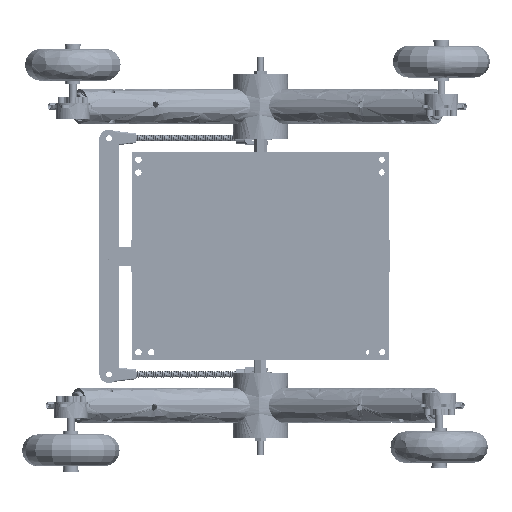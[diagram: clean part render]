
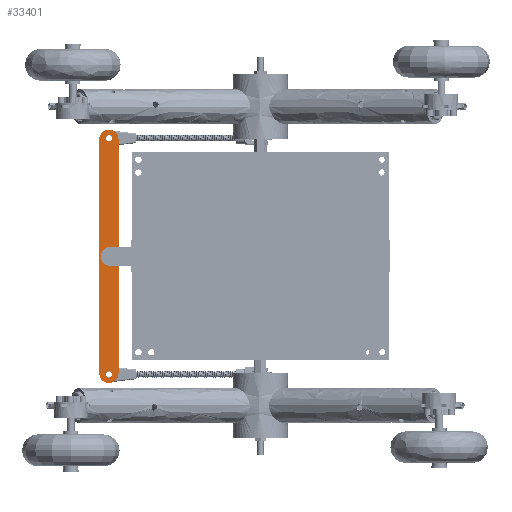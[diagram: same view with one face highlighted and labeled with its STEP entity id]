
A CAD part, front view. The second image highlights one B-rep face of the part: STEP entity #33401.
In plain terms, the highlighted free-form (B-spline) face has degree [1, 1] with [2, 2] control points.
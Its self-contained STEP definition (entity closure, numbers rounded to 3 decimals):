
#33046 = VERTEX_POINT('',#33047);
#33047 = CARTESIAN_POINT('',(-163.915,289.578,
    274.884));
#33052 = EDGE_CURVE('',#33053,#33046,#33055,.T.);
#33053 = VERTEX_POINT('',#33054);
#33054 = CARTESIAN_POINT('',(-163.915,289.578,
    263.74));
#33055 = ( BOUNDED_CURVE() B_SPLINE_CURVE(2,(#33056,#33057,#33058,#33059
,#33060),.UNSPECIFIED.,.F.,.F.) B_SPLINE_CURVE_WITH_KNOTS((3,2,3),(0.,
1.571,3.142),.PIECEWISE_BEZIER_KNOTS.) CURVE() 
GEOMETRIC_REPRESENTATION_ITEM() RATIONAL_B_SPLINE_CURVE((1.,
0.707,1.,0.707,1.)) REPRESENTATION_ITEM('') );
#33056 = CARTESIAN_POINT('',(-163.915,289.578,
    263.74));
#33057 = CARTESIAN_POINT('',(-158.343,289.578,
    263.74));
#33058 = CARTESIAN_POINT('',(-158.343,289.578,
    269.312));
#33059 = CARTESIAN_POINT('',(-158.343,289.578,
    274.884));
#33060 = CARTESIAN_POINT('',(-163.915,289.578,
    274.884));
#33094 = VERTEX_POINT('',#33095);
#33095 = CARTESIAN_POINT('',(-163.915,289.578,
    479.944));
#33100 = EDGE_CURVE('',#33094,#33101,#33103,.T.);
#33101 = VERTEX_POINT('',#33102);
#33102 = CARTESIAN_POINT('',(-163.915,289.578,
    468.8));
#33103 = ( BOUNDED_CURVE() B_SPLINE_CURVE(2,(#33104,#33105,#33106,#33107
,#33108),.UNSPECIFIED.,.F.,.F.) B_SPLINE_CURVE_WITH_KNOTS((3,2,3),(
    3.142,4.712,6.283),
.PIECEWISE_BEZIER_KNOTS.) CURVE() GEOMETRIC_REPRESENTATION_ITEM() 
RATIONAL_B_SPLINE_CURVE((1.,0.707,1.,0.707,1.)) 
REPRESENTATION_ITEM('') );
#33104 = CARTESIAN_POINT('',(-163.915,289.578,
    479.944));
#33105 = CARTESIAN_POINT('',(-158.343,289.578,
    479.944));
#33106 = CARTESIAN_POINT('',(-158.343,289.578,
    474.372));
#33107 = CARTESIAN_POINT('',(-158.343,289.578,
    468.8));
#33108 = CARTESIAN_POINT('',(-163.915,289.578,
    468.8));
#33142 = VERTEX_POINT('',#33143);
#33143 = CARTESIAN_POINT('',(-163.915,289.578,
    685.004));
#33148 = EDGE_CURVE('',#33142,#33149,#33151,.T.);
#33149 = VERTEX_POINT('',#33150);
#33150 = CARTESIAN_POINT('',(-163.915,289.578,
    673.86));
#33151 = ( BOUNDED_CURVE() B_SPLINE_CURVE(2,(#33152,#33153,#33154,#33155
,#33156),.UNSPECIFIED.,.F.,.F.) B_SPLINE_CURVE_WITH_KNOTS((3,2,3),(
    3.142,4.712,6.283),
.PIECEWISE_BEZIER_KNOTS.) CURVE() GEOMETRIC_REPRESENTATION_ITEM() 
RATIONAL_B_SPLINE_CURVE((1.,0.707,1.,0.707,1.)) 
REPRESENTATION_ITEM('') );
#33152 = CARTESIAN_POINT('',(-163.915,289.578,
    685.004));
#33153 = CARTESIAN_POINT('',(-158.343,289.578,
    685.004));
#33154 = CARTESIAN_POINT('',(-158.343,289.578,
    679.432));
#33155 = CARTESIAN_POINT('',(-158.343,289.578,
    673.86));
#33156 = CARTESIAN_POINT('',(-163.915,289.578,
    673.86));
#33187 = EDGE_CURVE('',#33188,#33190,#33192,.T.);
#33188 = VERTEX_POINT('',#33189);
#33189 = CARTESIAN_POINT('',(-147.198,289.578,
    677.76));
#33190 = VERTEX_POINT('',#33191);
#33191 = CARTESIAN_POINT('',(-147.198,289.578,
    270.984));
#33192 = B_SPLINE_CURVE_WITH_KNOTS('',1,(#33193,#33194),.UNSPECIFIED.,
  .F.,.F.,(2,2),(-182.5,182.5),.PIECEWISE_BEZIER_KNOTS.);
#33193 = CARTESIAN_POINT('',(-147.198,289.578,
    677.76));
#33194 = CARTESIAN_POINT('',(-147.198,289.578,
    270.984));
#33233 = VERTEX_POINT('',#33234);
#33234 = CARTESIAN_POINT('',(-180.632,289.578,
    270.984));
#33239 = EDGE_CURVE('',#33240,#33233,#33242,.T.);
#33240 = VERTEX_POINT('',#33241);
#33241 = CARTESIAN_POINT('',(-180.632,289.578,
    677.76));
#33242 = B_SPLINE_CURVE_WITH_KNOTS('',1,(#33243,#33244),.UNSPECIFIED.,
  .F.,.F.,(2,2),(-182.5,182.5),.PIECEWISE_BEZIER_KNOTS.);
#33243 = CARTESIAN_POINT('',(-180.632,289.578,
    677.76));
#33244 = CARTESIAN_POINT('',(-180.632,289.578,
    270.984));
#33259 = EDGE_CURVE('',#33149,#33142,#33260,.T.);
#33260 = ( BOUNDED_CURVE() B_SPLINE_CURVE(2,(#33261,#33262,#33263,#33264
,#33265),.UNSPECIFIED.,.F.,.F.) B_SPLINE_CURVE_WITH_KNOTS((3,2,3),(0.,
1.571,3.142),.PIECEWISE_BEZIER_KNOTS.) CURVE() 
GEOMETRIC_REPRESENTATION_ITEM() RATIONAL_B_SPLINE_CURVE((1.,
0.707,1.,0.707,1.)) REPRESENTATION_ITEM('') );
#33261 = CARTESIAN_POINT('',(-163.915,289.578,
    673.86));
#33262 = CARTESIAN_POINT('',(-169.487,289.578,
    673.86));
#33263 = CARTESIAN_POINT('',(-169.487,289.578,
    679.432));
#33264 = CARTESIAN_POINT('',(-169.487,289.578,
    685.004));
#33265 = CARTESIAN_POINT('',(-163.915,289.578,
    685.004));
#33291 = EDGE_CURVE('',#33101,#33094,#33292,.T.);
#33292 = ( BOUNDED_CURVE() B_SPLINE_CURVE(2,(#33293,#33294,#33295,#33296
,#33297),.UNSPECIFIED.,.F.,.F.) B_SPLINE_CURVE_WITH_KNOTS((3,2,3),(0.,
1.571,3.142),.PIECEWISE_BEZIER_KNOTS.) CURVE() 
GEOMETRIC_REPRESENTATION_ITEM() RATIONAL_B_SPLINE_CURVE((1.,
0.707,1.,0.707,1.)) REPRESENTATION_ITEM('') );
#33293 = CARTESIAN_POINT('',(-163.915,289.578,
    468.8));
#33294 = CARTESIAN_POINT('',(-169.487,289.578,
    468.8));
#33295 = CARTESIAN_POINT('',(-169.487,289.578,
    474.372));
#33296 = CARTESIAN_POINT('',(-169.487,289.578,
    479.944));
#33297 = CARTESIAN_POINT('',(-163.915,289.578,
    479.944));
#33323 = EDGE_CURVE('',#33046,#33053,#33324,.T.);
#33324 = ( BOUNDED_CURVE() B_SPLINE_CURVE(2,(#33325,#33326,#33327,#33328
,#33329),.UNSPECIFIED.,.F.,.F.) B_SPLINE_CURVE_WITH_KNOTS((3,2,3),(
    3.142,4.712,6.283),
.PIECEWISE_BEZIER_KNOTS.) CURVE() GEOMETRIC_REPRESENTATION_ITEM() 
RATIONAL_B_SPLINE_CURVE((1.,0.707,1.,0.707,1.)) 
REPRESENTATION_ITEM('') );
#33325 = CARTESIAN_POINT('',(-163.915,289.578,
    274.884));
#33326 = CARTESIAN_POINT('',(-169.487,289.578,
    274.884));
#33327 = CARTESIAN_POINT('',(-169.487,289.578,
    269.312));
#33328 = CARTESIAN_POINT('',(-169.487,289.578,
    263.74));
#33329 = CARTESIAN_POINT('',(-163.915,289.578,
    263.74));
#33401 = ADVANCED_FACE('',(#33402,#33434,#33438,#33442),#33446,.F.);
#33402 = FACE_BOUND('',#33403,.T.);
#33403 = EDGE_LOOP('',(#33404,#33405,#33413,#33419,#33420,#33428));
#33404 = ORIENTED_EDGE('',*,*,#33239,.T.);
#33405 = ORIENTED_EDGE('',*,*,#33406,.T.);
#33406 = EDGE_CURVE('',#33233,#33407,#33409,.T.);
#33407 = VERTEX_POINT('',#33408);
#33408 = CARTESIAN_POINT('',(-163.915,289.578,
    254.267));
#33409 = ( BOUNDED_CURVE() B_SPLINE_CURVE(2,(#33410,#33411,#33412),
.UNSPECIFIED.,.F.,.F.) B_SPLINE_CURVE_WITH_KNOTS((3,3),(4.712,
6.283),.PIECEWISE_BEZIER_KNOTS.) CURVE() 
GEOMETRIC_REPRESENTATION_ITEM() RATIONAL_B_SPLINE_CURVE((1.,
0.707,1.)) REPRESENTATION_ITEM('') );
#33410 = CARTESIAN_POINT('',(-180.632,289.578,
    270.984));
#33411 = CARTESIAN_POINT('',(-180.632,289.578,
    254.267));
#33412 = CARTESIAN_POINT('',(-163.915,289.578,
    254.267));
#33413 = ORIENTED_EDGE('',*,*,#33414,.T.);
#33414 = EDGE_CURVE('',#33407,#33190,#33415,.T.);
#33415 = ( BOUNDED_CURVE() B_SPLINE_CURVE(2,(#33416,#33417,#33418),
.UNSPECIFIED.,.F.,.F.) B_SPLINE_CURVE_WITH_KNOTS((3,3),(0.,
1.571),.PIECEWISE_BEZIER_KNOTS.) CURVE() 
GEOMETRIC_REPRESENTATION_ITEM() RATIONAL_B_SPLINE_CURVE((1.,
0.707,1.)) REPRESENTATION_ITEM('') );
#33416 = CARTESIAN_POINT('',(-163.915,289.578,
    254.267));
#33417 = CARTESIAN_POINT('',(-147.198,289.578,
    254.267));
#33418 = CARTESIAN_POINT('',(-147.198,289.578,
    270.984));
#33419 = ORIENTED_EDGE('',*,*,#33187,.F.);
#33420 = ORIENTED_EDGE('',*,*,#33421,.T.);
#33421 = EDGE_CURVE('',#33188,#33422,#33424,.T.);
#33422 = VERTEX_POINT('',#33423);
#33423 = CARTESIAN_POINT('',(-163.915,289.578,
    694.477));
#33424 = ( BOUNDED_CURVE() B_SPLINE_CURVE(2,(#33425,#33426,#33427),
.UNSPECIFIED.,.F.,.F.) B_SPLINE_CURVE_WITH_KNOTS((3,3),(1.571,
3.142),.PIECEWISE_BEZIER_KNOTS.) CURVE() 
GEOMETRIC_REPRESENTATION_ITEM() RATIONAL_B_SPLINE_CURVE((1.,
0.707,1.)) REPRESENTATION_ITEM('') );
#33425 = CARTESIAN_POINT('',(-147.198,289.578,
    677.76));
#33426 = CARTESIAN_POINT('',(-147.198,289.578,
    694.477));
#33427 = CARTESIAN_POINT('',(-163.915,289.578,
    694.477));
#33428 = ORIENTED_EDGE('',*,*,#33429,.T.);
#33429 = EDGE_CURVE('',#33422,#33240,#33430,.T.);
#33430 = ( BOUNDED_CURVE() B_SPLINE_CURVE(2,(#33431,#33432,#33433),
.UNSPECIFIED.,.F.,.F.) B_SPLINE_CURVE_WITH_KNOTS((3,3),(3.142,
4.712),.PIECEWISE_BEZIER_KNOTS.) CURVE() 
GEOMETRIC_REPRESENTATION_ITEM() RATIONAL_B_SPLINE_CURVE((1.,
0.707,1.)) REPRESENTATION_ITEM('') );
#33431 = CARTESIAN_POINT('',(-163.915,289.578,
    694.477));
#33432 = CARTESIAN_POINT('',(-180.632,289.578,
    694.477));
#33433 = CARTESIAN_POINT('',(-180.632,289.578,
    677.76));
#33434 = FACE_BOUND('',#33435,.T.);
#33435 = EDGE_LOOP('',(#33436,#33437));
#33436 = ORIENTED_EDGE('',*,*,#33100,.T.);
#33437 = ORIENTED_EDGE('',*,*,#33291,.T.);
#33438 = FACE_BOUND('',#33439,.T.);
#33439 = EDGE_LOOP('',(#33440,#33441));
#33440 = ORIENTED_EDGE('',*,*,#33148,.T.);
#33441 = ORIENTED_EDGE('',*,*,#33259,.T.);
#33442 = FACE_BOUND('',#33443,.T.);
#33443 = EDGE_LOOP('',(#33444,#33445));
#33444 = ORIENTED_EDGE('',*,*,#33323,.F.);
#33445 = ORIENTED_EDGE('',*,*,#33052,.F.);
#33446 = B_SPLINE_SURFACE_WITH_KNOTS('',1,1,(
    (#33447,#33448)
    ,(#33449,#33450
    )),.UNSPECIFIED.,.F.,.F.,.F.,(2,2),(2,2),(-197.5,197.5),(-15.,15.),
  .PIECEWISE_BEZIER_KNOTS.);
#33447 = CARTESIAN_POINT('',(-147.198,289.578,
    694.477));
#33448 = CARTESIAN_POINT('',(-180.632,289.578,
    694.477));
#33449 = CARTESIAN_POINT('',(-147.198,289.578,
    254.267));
#33450 = CARTESIAN_POINT('',(-180.632,289.578,
    254.267));
